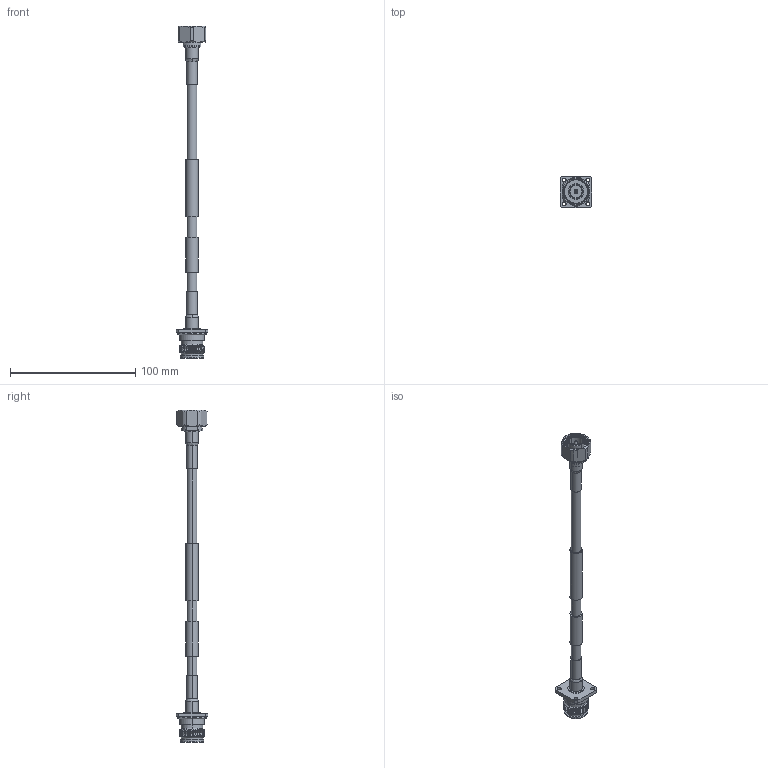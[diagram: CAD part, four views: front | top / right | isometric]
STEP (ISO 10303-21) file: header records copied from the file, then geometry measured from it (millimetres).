
FILE_DESCRIPTION (( 'STEP AP214' ), '1' );
FILE_NAME ('FMCA2241.step', '2021-02-09T19:03:29', ( '' ), ( '' ), 'SwSTEP 2.0', 'SolidWorks 2018', '' );
FILE_SCHEMA (( 'AUTOMOTIVE_DESIGN' ));
Length unit declared in the file: inch
Products named in the file (5): FMCA2241; FM-1/4SFHC^FMCA2241; Heat Shrink^FMCA2241; FMCN1694^FMCA2241; FMCN1726^FMCA2241
Assembly tree (5 placements, depth 2):
  FMCA2241
    FM-1/4SFHC^FMCA2241
    Heat Shrink^FMCA2241  x2
    FMCN1694^FMCA2241
    FMCN1726^FMCA2241
Bounding box: 25.4 x 25.4 x 265.38 mm (x, y, z)
Volume: 24062.3 mm3; surface area: 15842.2 mm2
Topology: 6 solids, 7 shells, 293 faces, 731 edges, 474 vertices
Faces by surface type: cylinder 127, plane 112, cone 40, bspline 10, torus 4
Entity records: 11692 total; most frequent: CARTESIAN_POINT 4641, DIRECTION 1465, ORIENTED_EDGE 1426, EDGE_CURVE 713, AXIS2_PLACEMENT_3D 579, VERTEX_POINT 462, EDGE_LOOP 321, VECTOR 307
